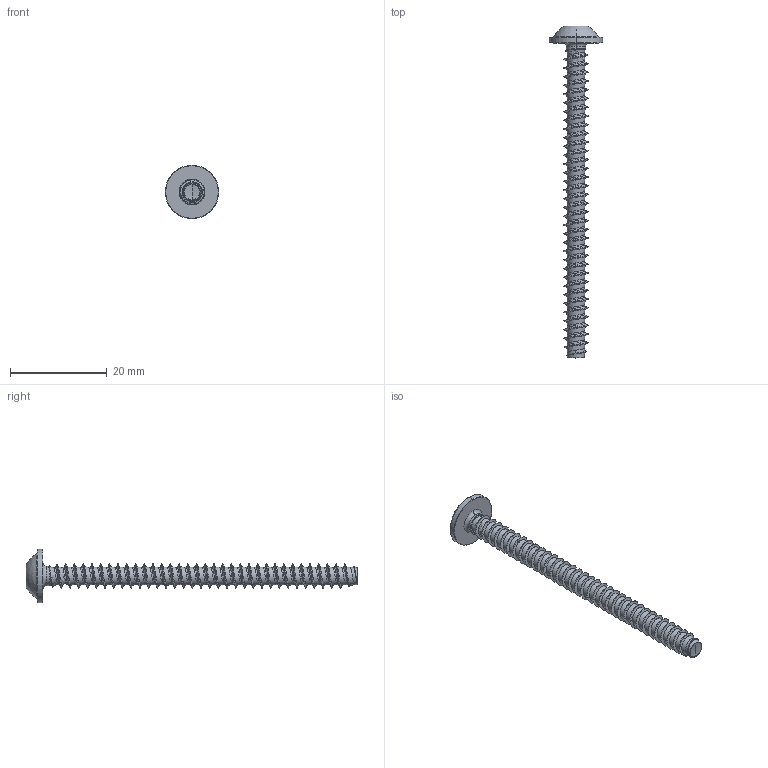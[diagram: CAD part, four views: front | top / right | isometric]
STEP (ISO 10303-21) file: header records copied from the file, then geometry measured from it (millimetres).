
FILE_DESCRIPTION (( 'STEP AP203' ), '1' );
FILE_NAME ('STP380500650.STEP', '2017-08-15T18:06:59', ( '' ), ( '' ), 'SwSTEP 2.0', 'SolidWorks 2015', '' );
FILE_SCHEMA (( 'CONFIG_CONTROL_DESIGN' ));
Products named in the file (1): STP380500650
Bounding box: 11 x 68.5 x 11 mm (x, y, z)
Volume: 943.9 mm3; surface area: 1490.8 mm2
Topology: 1 solids, 1 shells, 155 faces, 410 edges, 258 vertices
Faces by surface type: cylinder 95, bspline 35, cone 10, torus 8, sphere 4, plane 3
Entity records: 61311 total; most frequent: CARTESIAN_POINT 58031, ORIENTED_EDGE 816, DIRECTION 483, EDGE_CURVE 408, VERTEX_POINT 258, AXIS2_PLACEMENT_3D 187, B_SPLINE_CURVE_WITH_KNOTS 162, EDGE_LOOP 158
